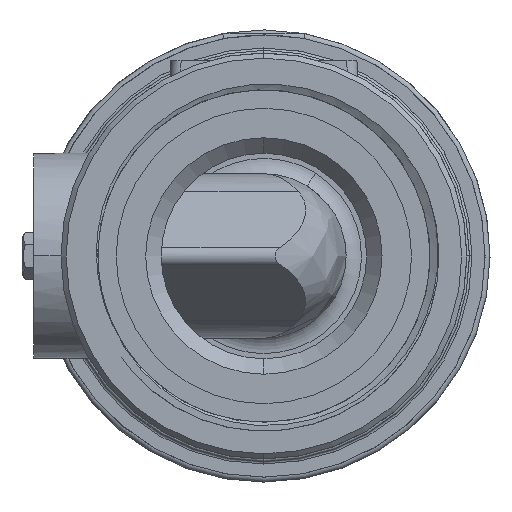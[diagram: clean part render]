
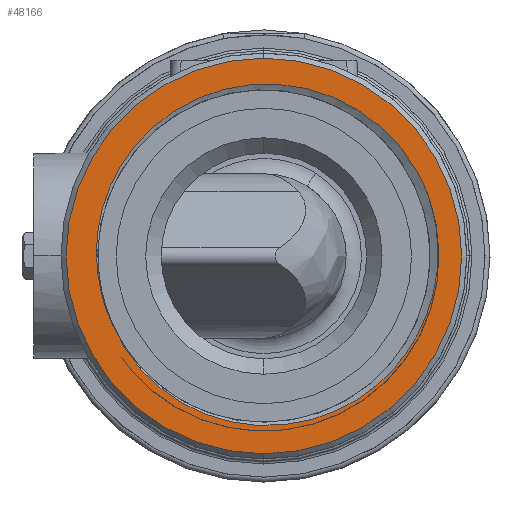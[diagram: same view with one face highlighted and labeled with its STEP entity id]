
A CAD part, left-side view. The second image highlights one B-rep face of the part: STEP entity #48166.
In plain terms, the highlighted planar face has unit normal (-1, 0, 0).
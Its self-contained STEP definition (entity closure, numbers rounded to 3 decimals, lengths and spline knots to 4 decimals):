
#45660=CARTESIAN_POINT('',(-1.283,0.,0.));
#45661=DIRECTION('',(-1.,0.,0.));
#45662=DIRECTION('',(0.,-0.942,0.337));
#45663=AXIS2_PLACEMENT_3D('',#45660,#45661,#45662);
#46351=CARTESIAN_POINT('',(-1.283,-1.8639,1.0309));
#46352=CARTESIAN_POINT('',(-1.283,-1.8209,1.1058));
#46353=CARTESIAN_POINT('',(-1.283,-1.7265,1.2489));
#46354=CARTESIAN_POINT('',(-1.283,-1.5601,1.4453));
#46355=CARTESIAN_POINT('',(-1.283,-1.3707,1.6204));
#46356=CARTESIAN_POINT('',(-1.283,-1.1612,1.7715));
#46357=CARTESIAN_POINT('',(-1.283,-0.9342,1.8961));
#46358=CARTESIAN_POINT('',(-1.283,-0.699,1.9902));
#46359=CARTESIAN_POINT('',(-1.283,-0.4515,2.0564));
#46360=CARTESIAN_POINT('',(-1.283,-0.1914,2.0925));
#46361=CARTESIAN_POINT('',(-1.283,0.0805,2.0958));
#46362=CARTESIAN_POINT('',(-1.283,0.3694,2.0605));
#46363=CARTESIAN_POINT('',(-1.283,0.6636,1.9803));
#46364=CARTESIAN_POINT('',(-1.283,0.9449,1.8567));
#46365=CARTESIAN_POINT('',(-1.283,1.2053,1.6929));
#46366=CARTESIAN_POINT('',(-1.283,1.4363,1.4942));
#46367=CARTESIAN_POINT('',(-1.283,1.6263,1.2754));
#46368=CARTESIAN_POINT('',(-1.283,1.7735,1.0507));
#46369=CARTESIAN_POINT('',(-1.283,1.8856,0.821));
#46370=CARTESIAN_POINT('',(-1.283,1.9659,0.5883));
#46371=CARTESIAN_POINT('',(-1.283,2.0172,0.353));
#46372=CARTESIAN_POINT('',(-1.283,2.0407,0.1107));
#46373=CARTESIAN_POINT('',(-1.283,2.0352,-0.133));
#46374=CARTESIAN_POINT('',(-1.283,2.0006,-0.3741));
#46375=CARTESIAN_POINT('',(-1.283,1.9376,-0.6089));
#46376=CARTESIAN_POINT('',(-1.283,1.8774,-0.7591));
#46377=CARTESIAN_POINT('',(-1.283,1.8426,-0.8326));
#46486=CARTESIAN_POINT('',(-1.283,0.,0.));
#46487=DIRECTION('',(-1.,0.,0.));
#46488=DIRECTION('',(0.,0.,-1.));
#46489=AXIS2_PLACEMENT_3D('',#46486,#46487,#46488);
#46496=CARTESIAN_POINT('',(-1.283,0.,0.));
#46497=DIRECTION('',(1.,0.,0.));
#46498=DIRECTION('',(0.,0.,-1.));
#46499=AXIS2_PLACEMENT_3D('',#46496,#46497,#46498);
#46658=CARTESIAN_POINT('',(-1.283,1.8426,-0.8326));
#46659=CARTESIAN_POINT('',(-1.283,1.8087,-0.9113));
#46660=CARTESIAN_POINT('',(-1.283,1.7324,-1.0608));
#46661=CARTESIAN_POINT('',(-1.283,1.5969,-1.262));
#46662=CARTESIAN_POINT('',(-1.283,1.4394,-1.4451));
#46663=CARTESIAN_POINT('',(-1.283,1.2587,-1.6104));
#46664=CARTESIAN_POINT('',(-1.283,1.0583,-1.7536));
#46665=CARTESIAN_POINT('',(-1.283,0.8428,-1.8713));
#46666=CARTESIAN_POINT('',(-1.283,0.6199,-1.9606));
#46667=CARTESIAN_POINT('',(-1.283,0.3891,-2.0234));
#46668=CARTESIAN_POINT('',(-1.283,0.1462,-2.0598));
#46669=CARTESIAN_POINT('',(-1.283,-0.1109,-2.0671));
#46670=CARTESIAN_POINT('',(-1.283,-0.3864,-2.0394));
#46671=CARTESIAN_POINT('',(-1.283,-0.6721,-1.9696));
#46672=CARTESIAN_POINT('',(-1.283,-0.9437,-1.8598));
#46673=CARTESIAN_POINT('',(-1.283,-1.1834,-1.7219));
#46674=CARTESIAN_POINT('',(-1.283,-1.389,-1.5658));
#46675=CARTESIAN_POINT('',(-1.283,-1.5682,-1.3923));
#46676=CARTESIAN_POINT('',(-1.283,-1.7233,-1.2022));
#46677=CARTESIAN_POINT('',(-1.283,-1.8567,-0.993));
#46678=CARTESIAN_POINT('',(-1.283,-1.9671,-0.7632));
#46679=CARTESIAN_POINT('',(-1.283,-2.0481,-0.5237));
#46680=CARTESIAN_POINT('',(-1.283,-2.1001,-0.2769));
#46681=CARTESIAN_POINT('',(-1.283,-2.1223,-0.0262));
#46682=CARTESIAN_POINT('',(-1.283,-2.1146,0.2264));
#46683=CARTESIAN_POINT('',(-1.283,-2.0769,0.4761));
#46684=CARTESIAN_POINT('',(-1.283,-2.0326,0.6377));
#46685=CARTESIAN_POINT('',(-1.283,-2.0055,0.7176));
#46765=CARTESIAN_POINT('',(-1.283,-2.0055,0.7176));
#46766=CARTESIAN_POINT('',(-1.283,-1.8639,1.0309));
#46767=VERTEX_POINT('',#46765);
#46768=VERTEX_POINT('',#46766);
#46770=VERTEX_POINT('',#46658);
#46771=CARTESIAN_POINT('',(-1.283,0.,-2.406));
#46772=CARTESIAN_POINT('',(-1.283,0.,2.406));
#46773=VERTEX_POINT('',#46771);
#46774=VERTEX_POINT('',#46772);
#48149=CARTESIAN_POINT('',(-1.283,0.,0.));
#48150=DIRECTION('',(1.,0.,0.));
#48151=DIRECTION('',(0.,0.,1.));
#48152=AXIS2_PLACEMENT_3D('',#48149,#48150,#48151);
#48153=PLANE('',#48152);
#48155=ORIENTED_EDGE('',*,*,#48154,.F.);
#48157=ORIENTED_EDGE('',*,*,#48156,.T.);
#48158=EDGE_LOOP('',(#48155,#48157));
#48159=FACE_OUTER_BOUND('',#48158,.F.);
#48160=ORIENTED_EDGE('',*,*,#46864,.T.);
#48161=ORIENTED_EDGE('',*,*,#48138,.T.);
#48163=ORIENTED_EDGE('',*,*,#48162,.T.);
#48164=EDGE_LOOP('',(#48160,#48161,#48163));
#48165=FACE_BOUND('',#48164,.F.);
#48166=ADVANCED_FACE('',(#48159,#48165),#48153,.F.);
#45664=CIRCLE('',#45663,2.13);
#46378=B_SPLINE_CURVE_WITH_KNOTS('',3,(#46351,#46352,#46353,#46354,#46355,
#46356,#46357,#46358,#46359,#46360,#46361,#46362,#46363,#46364,#46365,#46366,
#46367,#46368,#46369,#46370,#46371,#46372,#46373,#46374,#46375,#46376,#46377),
.UNSPECIFIED.,.F.,.F.,(4,1,1,1,1,1,1,1,1,1,1,1,1,1,1,1,1,1,1,1,1,1,1,1,4),(0.,
0.0417,0.0833,0.125,0.1667,0.2083,
0.25,0.2917,0.3333,0.375,0.4167,
0.4583,0.5,0.5417,0.5833,0.625,
0.6667,0.7083,0.75,0.7917,0.8333,
0.875,0.9167,0.9583,1.),.UNSPECIFIED.);
#46490=CIRCLE('',#46489,2.406);
#46500=CIRCLE('',#46499,2.406);
#46686=B_SPLINE_CURVE_WITH_KNOTS('',3,(#46658,#46659,#46660,#46661,#46662,
#46663,#46664,#46665,#46666,#46667,#46668,#46669,#46670,#46671,#46672,#46673,
#46674,#46675,#46676,#46677,#46678,#46679,#46680,#46681,#46682,#46683,#46684,
#46685),.UNSPECIFIED.,.F.,.F.,(4,1,1,1,1,1,1,1,1,1,1,1,1,1,1,1,1,1,1,1,1,1,1,1,
1,4),(0.,0.04,0.08,0.12,0.16,0.2,0.24,0.28,0.32,0.36,0.4,
0.44,0.48,0.52,0.56,0.6,0.64,0.68,0.72,0.76,0.8,0.84,
0.88,0.92,0.96,1.),.UNSPECIFIED.);
#46864=EDGE_CURVE('',#46767,#46768,#45664,.T.);
#48138=EDGE_CURVE('',#46768,#46770,#46378,.T.);
#48154=EDGE_CURVE('',#46773,#46774,#46490,.T.);
#48156=EDGE_CURVE('',#46773,#46774,#46500,.T.);
#48162=EDGE_CURVE('',#46770,#46767,#46686,.T.);
